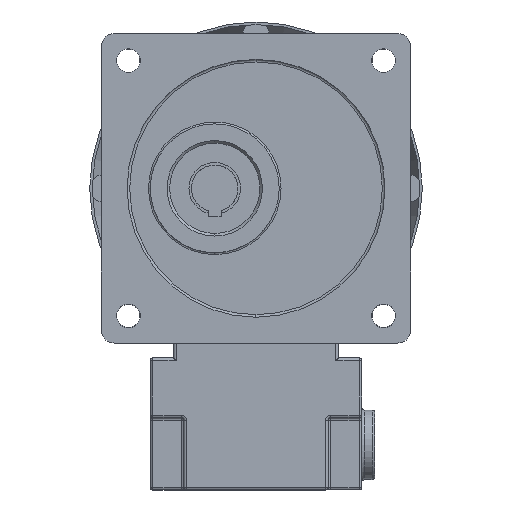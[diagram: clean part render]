
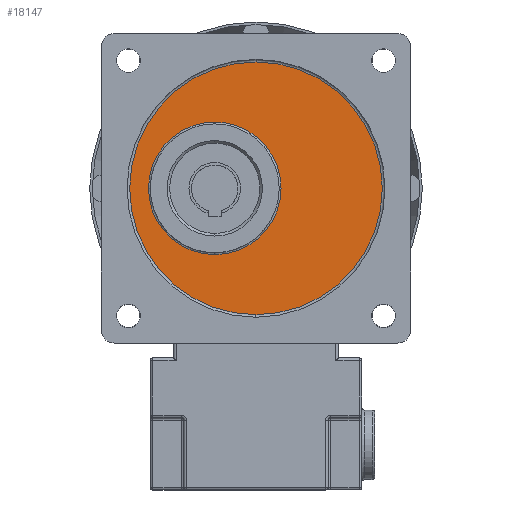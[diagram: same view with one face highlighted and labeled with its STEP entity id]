
A CAD part, front view. The second image highlights one B-rep face of the part: STEP entity #18147.
In plain terms, the highlighted planar face has unit normal (0, -1, 0).
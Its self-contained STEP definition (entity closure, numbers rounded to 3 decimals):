
#361 = EDGE_CURVE ( 'NONE', #28811, #22218, #28468, .T. ) ;
#911 = DIRECTION ( 'NONE',  ( 0., 0., 1. ) ) ;
#3042 = CARTESIAN_POINT ( 'NONE',  ( 0., 2., 0. ) ) ;
#3729 = VERTEX_POINT ( 'NONE', #12338 ) ;
#5613 = DIRECTION ( 'NONE',  ( 0., 1., 0. ) ) ;
#6630 = AXIS2_PLACEMENT_3D ( 'NONE', #49583, #33852, #14586 ) ;
#6975 = ORIENTED_EDGE ( 'NONE', *, *, #9526, .F. ) ;
#8711 = FACE_BOUND ( 'NONE', #39527, .T. ) ;
#9526 = EDGE_CURVE ( 'NONE', #3729, #41175, #33746, .T. ) ;
#11659 = DIRECTION ( 'NONE',  ( 0., 1., 0. ) ) ;
#12064 = CARTESIAN_POINT ( 'NONE',  ( -16.015, 2., 25.7 ) ) ;
#12338 = CARTESIAN_POINT ( 'NONE',  ( 0.005, 2., 49. ) ) ;
#14586 = DIRECTION ( 'NONE',  ( -0.001, 0., 1. ) ) ;
#18147 = ADVANCED_FACE ( 'NONE', ( #23408, #8711 ), #47524, .T. ) ;
#19968 = AXIS2_PLACEMENT_3D ( 'NONE', #20183, #35670, #911 ) ;
#20183 = CARTESIAN_POINT ( 'NONE',  ( 0., 2., 0. ) ) ;
#20351 = CARTESIAN_POINT ( 'NONE',  ( 0., 2., 0. ) ) ;
#22218 = VERTEX_POINT ( 'NONE', #43939 ) ;
#23408 = FACE_OUTER_BOUND ( 'NONE', #49577, .T. ) ;
#24134 = DIRECTION ( 'NONE',  ( 0.001, 0., -1. ) ) ;
#24159 = DIRECTION ( 'NONE',  ( 0., -1., 0. ) ) ;
#25077 = CIRCLE ( 'NONE', #39703, 49. ) ;
#25655 = ORIENTED_EDGE ( 'NONE', *, *, #361, .T. ) ;
#26709 = CARTESIAN_POINT ( 'NONE',  ( -0.005, 2., -49. ) ) ;
#27132 = AXIS2_PLACEMENT_3D ( 'NONE', #27935, #5613, #24134 ) ;
#27935 = CARTESIAN_POINT ( 'NONE',  ( -16., 2., 0. ) ) ;
#28468 = CIRCLE ( 'NONE', #6630, 25.7 ) ;
#28811 = VERTEX_POINT ( 'NONE', #12064 ) ;
#32017 = CIRCLE ( 'NONE', #27132, 25.7 ) ;
#33746 = CIRCLE ( 'NONE', #19968, 49. ) ;
#33748 = DIRECTION ( 'NONE',  ( 0., 0., -1. ) ) ;
#33852 = DIRECTION ( 'NONE',  ( 0., 1., 0. ) ) ;
#35346 = ORIENTED_EDGE ( 'NONE', *, *, #40357, .F. ) ;
#35670 = DIRECTION ( 'NONE',  ( 0., 1., 0. ) ) ;
#39334 = ORIENTED_EDGE ( 'NONE', *, *, #48429, .T. ) ;
#39527 = EDGE_LOOP ( 'NONE', ( #25655, #39334 ) ) ;
#39661 = DIRECTION ( 'NONE',  ( 0., 0., -1. ) ) ;
#39703 = AXIS2_PLACEMENT_3D ( 'NONE', #3042, #11659, #33748 ) ;
#40102 = AXIS2_PLACEMENT_3D ( 'NONE', #20351, #24159, #39661 ) ;
#40357 = EDGE_CURVE ( 'NONE', #41175, #3729, #25077, .T. ) ;
#41175 = VERTEX_POINT ( 'NONE', #26709 ) ;
#43939 = CARTESIAN_POINT ( 'NONE',  ( -15.985, 2., -25.7 ) ) ;
#47524 = PLANE ( 'NONE',  #40102 ) ;
#48429 = EDGE_CURVE ( 'NONE', #22218, #28811, #32017, .T. ) ;
#49577 = EDGE_LOOP ( 'NONE', ( #6975, #35346 ) ) ;
#49583 = CARTESIAN_POINT ( 'NONE',  ( -16., 2., 0. ) ) ;
